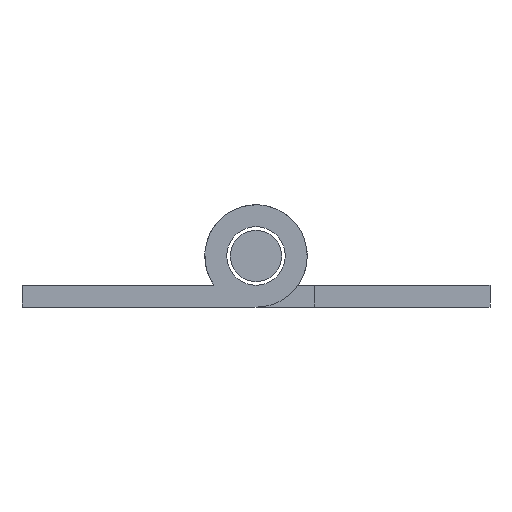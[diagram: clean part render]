
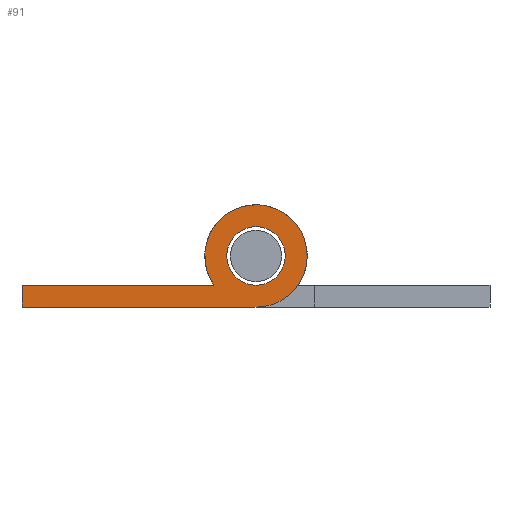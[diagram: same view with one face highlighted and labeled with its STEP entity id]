
A CAD part, front view. The second image highlights one B-rep face of the part: STEP entity #91.
In plain terms, the highlighted planar face has unit normal (0, -1, 0).
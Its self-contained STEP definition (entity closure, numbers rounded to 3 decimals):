
#51 = VERTEX_POINT ( 'NONE', #567 ) ;
#65 = VERTEX_POINT ( 'NONE', #596 ) ;
#66 = EDGE_LOOP ( 'NONE', ( #247, #248, #245, #241 ) ) ;
#87 = VERTEX_POINT ( 'NONE', #687 ) ;
#90 = EDGE_CURVE ( 'NONE', #87, #51, #682, .T. ) ;
#91 = ADVANCED_FACE ( 'NONE', ( #677, #676 ), #675, .F. ) ;
#236 = ORIENTED_EDGE ( 'NONE', *, *, #2516, .T. ) ;
#239 = ORIENTED_EDGE ( 'NONE', *, *, #90, .T. ) ;
#240 = EDGE_LOOP ( 'NONE', ( #239, #236 ) ) ;
#241 = ORIENTED_EDGE ( 'NONE', *, *, #242, .F. ) ;
#242 = EDGE_CURVE ( 'NONE', #252, #243, #922, .T. ) ;
#243 = VERTEX_POINT ( 'NONE', #918 ) ;
#244 = EDGE_CURVE ( 'NONE', #243, #251, #917, .T. ) ;
#245 = ORIENTED_EDGE ( 'NONE', *, *, #244, .F. ) ;
#246 = EDGE_CURVE ( 'NONE', #251, #65, #912, .T. ) ;
#247 = ORIENTED_EDGE ( 'NONE', *, *, #249, .F. ) ;
#248 = ORIENTED_EDGE ( 'NONE', *, *, #246, .F. ) ;
#249 = EDGE_CURVE ( 'NONE', #65, #252, #908, .T. ) ;
#251 = VERTEX_POINT ( 'NONE', #903 ) ;
#252 = VERTEX_POINT ( 'NONE', #902 ) ;
#567 = CARTESIAN_POINT ( 'NONE',  ( 0., -100., 2. ) ) ;
#596 = CARTESIAN_POINT ( 'NONE',  ( -16., -100., -3.5 ) ) ;
#671 = DIRECTION ( 'NONE',  ( 0., 0., 1. ) ) ;
#672 = DIRECTION ( 'NONE',  ( 0., 1., 0. ) ) ;
#673 = CARTESIAN_POINT ( 'NONE',  ( 0., -100., 0. ) ) ;
#674 = AXIS2_PLACEMENT_3D ( 'NONE', #673, #672, #671 ) ;
#675 = PLANE ( 'NONE',  #674 ) ;
#676 = FACE_BOUND ( 'NONE', #240, .T. ) ;
#677 = FACE_OUTER_BOUND ( 'NONE', #66, .T. ) ;
#678 = DIRECTION ( 'NONE',  ( 0., 0., 1. ) ) ;
#679 = DIRECTION ( 'NONE',  ( 0., 1., 0. ) ) ;
#680 = CARTESIAN_POINT ( 'NONE',  ( 0., -100., 0. ) ) ;
#681 = AXIS2_PLACEMENT_3D ( 'NONE', #680, #679, #678 ) ;
#682 = CIRCLE ( 'NONE', #681, 2. ) ;
#687 = CARTESIAN_POINT ( 'NONE',  ( 0., -100., -2. ) ) ;
#902 = CARTESIAN_POINT ( 'NONE',  ( -16., -100., -2. ) ) ;
#903 = CARTESIAN_POINT ( 'NONE',  ( 0., -100., -3.5 ) ) ;
#905 = DIRECTION ( 'NONE',  ( 0., 0., 1. ) ) ;
#906 = VECTOR ( 'NONE', #905, 1000. ) ;
#907 = CARTESIAN_POINT ( 'NONE',  ( -16., -100., -2. ) ) ;
#908 = LINE ( 'NONE', #907, #906 ) ;
#909 = DIRECTION ( 'NONE',  ( -1., 0., 0. ) ) ;
#910 = VECTOR ( 'NONE', #909, 1000. ) ;
#911 = CARTESIAN_POINT ( 'NONE',  ( -16., -100., -3.5 ) ) ;
#912 = LINE ( 'NONE', #911, #910 ) ;
#913 = DIRECTION ( 'NONE',  ( 0., 0., 1. ) ) ;
#914 = DIRECTION ( 'NONE',  ( 0., 1., 0. ) ) ;
#915 = CARTESIAN_POINT ( 'NONE',  ( 0., -100., 0. ) ) ;
#916 = AXIS2_PLACEMENT_3D ( 'NONE', #915, #914, #913 ) ;
#917 = CIRCLE ( 'NONE', #916, 3.5 ) ;
#918 = CARTESIAN_POINT ( 'NONE',  ( -2.872, -100., -2. ) ) ;
#919 = DIRECTION ( 'NONE',  ( 1., 0., 0. ) ) ;
#920 = VECTOR ( 'NONE', #919, 1000. ) ;
#921 = CARTESIAN_POINT ( 'NONE',  ( -2.872, -100., -2. ) ) ;
#922 = LINE ( 'NONE', #921, #920 ) ;
#1326 = DIRECTION ( 'NONE',  ( 0., 0., 1. ) ) ;
#1327 = DIRECTION ( 'NONE',  ( 0., 1., 0. ) ) ;
#1328 = CARTESIAN_POINT ( 'NONE',  ( 0., -100., 0. ) ) ;
#1329 = AXIS2_PLACEMENT_3D ( 'NONE', #1328, #1327, #1326 ) ;
#1330 = CIRCLE ( 'NONE', #1329, 2. ) ;
#2516 = EDGE_CURVE ( 'NONE', #51, #87, #1330, .T. ) ;
